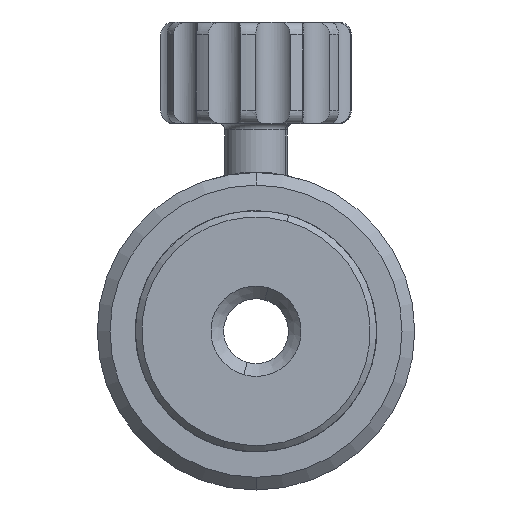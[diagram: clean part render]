
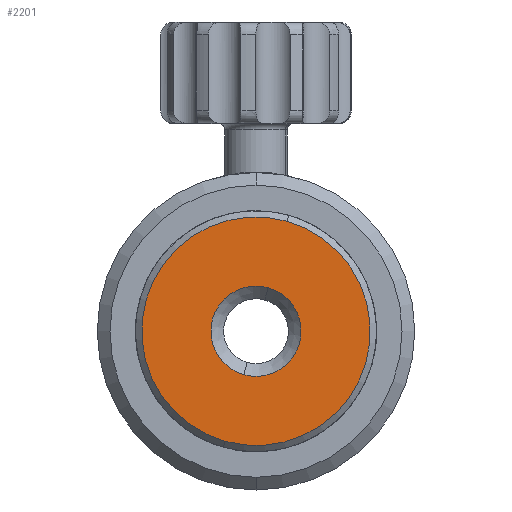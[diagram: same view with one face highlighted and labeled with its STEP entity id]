
A CAD part, front view. The second image highlights one B-rep face of the part: STEP entity #2201.
In plain terms, the highlighted planar face has unit normal (0, -1, 0).
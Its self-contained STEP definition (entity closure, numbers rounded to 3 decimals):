
#5 = AXIS2_PLACEMENT_3D ( 'NONE', #303, #3132, #2828 ) ;
#20 = CIRCLE ( 'NONE', #5, 9. ) ;
#21 = EDGE_LOOP ( 'NONE', ( #2389, #3232 ) ) ;
#303 = CARTESIAN_POINT ( 'NONE',  ( 0., -9.728, 0. ) ) ;
#362 = VERTEX_POINT ( 'NONE', #442 ) ;
#395 = VERTEX_POINT ( 'NONE', #1662 ) ;
#442 = CARTESIAN_POINT ( 'NONE',  ( 0.967, -9.728, 3.418 ) ) ;
#459 = CARTESIAN_POINT ( 'NONE',  ( 2.451, -9.728, 8.66 ) ) ;
#673 = ORIENTED_EDGE ( 'NONE', *, *, #2903, .T. ) ;
#749 = AXIS2_PLACEMENT_3D ( 'NONE', #2900, #2928, #3483 ) ;
#973 = DIRECTION ( 'NONE',  ( 0.272, 0., 0.962 ) ) ;
#1108 = EDGE_CURVE ( 'NONE', #2214, #3007, #20, .T. ) ;
#1129 = CIRCLE ( 'NONE', #1858, 9. ) ;
#1190 = EDGE_CURVE ( 'NONE', #362, #395, #3417, .T. ) ;
#1402 = EDGE_LOOP ( 'NONE', ( #673, #1956 ) ) ;
#1547 = PLANE ( 'NONE',  #2154 ) ;
#1662 = CARTESIAN_POINT ( 'NONE',  ( -0.967, -9.728, -3.418 ) ) ;
#1833 = CARTESIAN_POINT ( 'NONE',  ( 0., -9.728, 0. ) ) ;
#1858 = AXIS2_PLACEMENT_3D ( 'NONE', #2097, #2951, #973 ) ;
#1956 = ORIENTED_EDGE ( 'NONE', *, *, #1108, .T. ) ;
#2097 = CARTESIAN_POINT ( 'NONE',  ( 0., -9.728, 0. ) ) ;
#2144 = CARTESIAN_POINT ( 'NONE',  ( 0., -9.728, 0. ) ) ;
#2154 = AXIS2_PLACEMENT_3D ( 'NONE', #2144, #2426, #2705 ) ;
#2201 = ADVANCED_FACE ( 'NONE', ( #2402, #3023 ), #1547, .F. ) ;
#2214 = VERTEX_POINT ( 'NONE', #3249 ) ;
#2389 = ORIENTED_EDGE ( 'NONE', *, *, #2857, .T. ) ;
#2402 = FACE_BOUND ( 'NONE', #21, .T. ) ;
#2425 = DIRECTION ( 'NONE',  ( 0.272, 0., 0.962 ) ) ;
#2426 = DIRECTION ( 'NONE',  ( 0., 1., 0. ) ) ;
#2668 = DIRECTION ( 'NONE',  ( 0., 1., 0. ) ) ;
#2705 = DIRECTION ( 'NONE',  ( 0.272, 0., 0.962 ) ) ;
#2828 = DIRECTION ( 'NONE',  ( 0.272, 0., 0.962 ) ) ;
#2857 = EDGE_CURVE ( 'NONE', #395, #362, #3286, .T. ) ;
#2900 = CARTESIAN_POINT ( 'NONE',  ( 0., -9.728, 0. ) ) ;
#2903 = EDGE_CURVE ( 'NONE', #3007, #2214, #1129, .T. ) ;
#2928 = DIRECTION ( 'NONE',  ( 0., 1., 0. ) ) ;
#2951 = DIRECTION ( 'NONE',  ( 0., -1., 0. ) ) ;
#3007 = VERTEX_POINT ( 'NONE', #459 ) ;
#3023 = FACE_OUTER_BOUND ( 'NONE', #1402, .T. ) ;
#3132 = DIRECTION ( 'NONE',  ( 0., -1., 0. ) ) ;
#3232 = ORIENTED_EDGE ( 'NONE', *, *, #1190, .T. ) ;
#3249 = CARTESIAN_POINT ( 'NONE',  ( -2.451, -9.728, -8.66 ) ) ;
#3286 = CIRCLE ( 'NONE', #3640, 3.553 ) ;
#3417 = CIRCLE ( 'NONE', #749, 3.553 ) ;
#3483 = DIRECTION ( 'NONE',  ( 0.272, 0., 0.962 ) ) ;
#3640 = AXIS2_PLACEMENT_3D ( 'NONE', #1833, #2668, #2425 ) ;
